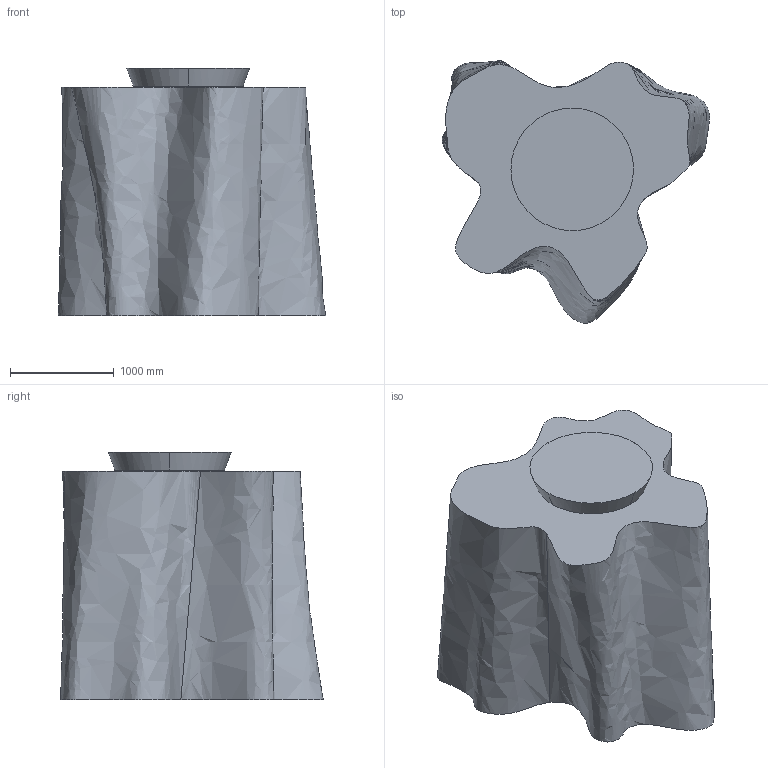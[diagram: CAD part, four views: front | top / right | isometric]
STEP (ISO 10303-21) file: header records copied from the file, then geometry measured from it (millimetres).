
FILE_DESCRIPTION(/* description */ (''),/* implementation_level */ '2;1');
FILE_NAME(/* name */ 'Logico_Soffitto_Singola_Mini_3D',/* time_stamp */ '2012-01-17T12:42:38+01:00',/* author */ (''),/* organization */ (''),/* preprocessor_version */ 'ST-DEVELOPER v10',/* originating_system */ '',/* authorisation */ '');
FILE_SCHEMA (('CONFIG_CONTROL_DESIGN'));
Length unit declared in the file: centimetre
Products named in the file (1): 1
Bounding box: 2574.37 x 2528.95 x 2380.32 mm (x, y, z)
Volume: 399023482.1 mm3; surface area: 27388956.8 mm2
Topology: 2 solids, 3 shells, 32 faces, 74 edges, 45 vertices
Faces by surface type: bspline 31, plane 1
Entity records: 2033 total; most frequent: CARTESIAN_POINT 1548, ORIENTED_EDGE 138, EDGE_CURVE 70, VERTEX_POINT 45, EDGE_LOOP 34, ADVANCED_FACE 32, FACE_OUTER_BOUND 32, B_SPLINE_CURVE_WITH_KNOTS 21
